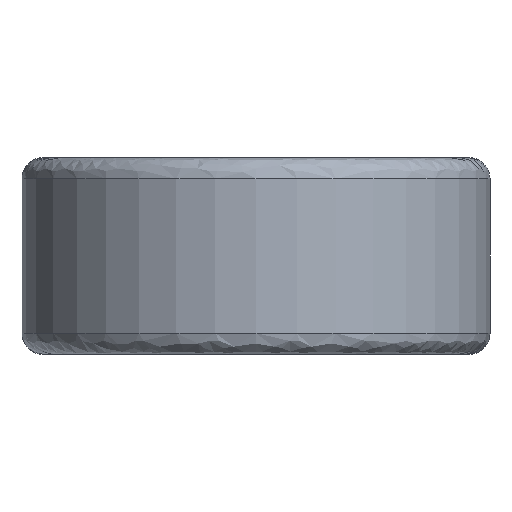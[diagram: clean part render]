
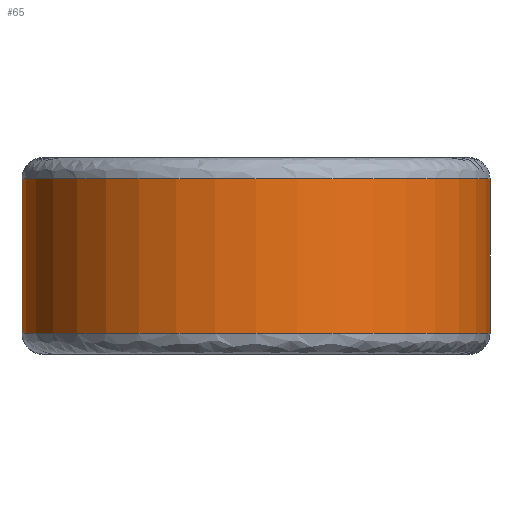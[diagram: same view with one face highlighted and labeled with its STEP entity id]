
A CAD part, front view. The second image highlights one B-rep face of the part: STEP entity #65.
In plain terms, the highlighted cylindrical face has radius 11 mm (diameter 22 mm), a partial arc.
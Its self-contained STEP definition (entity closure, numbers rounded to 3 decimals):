
#24 = EDGE_CURVE ( 'NONE', #293, #682, #136, .T. ) ;
#65 = ADVANCED_FACE ( 'NONE', ( #865 ), #851, .T. ) ;
#89 = VERTEX_POINT ( 'NONE', #324 ) ;
#113 = ORIENTED_EDGE ( 'NONE', *, *, #661, .T. ) ;
#136 = CIRCLE ( 'NONE', #412, 11. ) ;
#147 = ORIENTED_EDGE ( 'NONE', *, *, #277, .T. ) ;
#154 = ORIENTED_EDGE ( 'NONE', *, *, #803, .F. ) ;
#181 = VECTOR ( 'NONE', #767, 1000. ) ;
#249 = DIRECTION ( 'NONE',  ( 1., 0., 0. ) ) ;
#264 = DIRECTION ( 'NONE',  ( 1., 0., 0. ) ) ;
#277 = EDGE_CURVE ( 'NONE', #682, #89, #915, .T. ) ;
#293 = VERTEX_POINT ( 'NONE', #624 ) ;
#324 = CARTESIAN_POINT ( 'NONE',  ( 11., 0., -1. ) ) ;
#346 = CARTESIAN_POINT ( 'NONE',  ( -11., 0., -9.25 ) ) ;
#357 = VECTOR ( 'NONE', #840, 1000. ) ;
#401 = VERTEX_POINT ( 'NONE', #855 ) ;
#412 = AXIS2_PLACEMENT_3D ( 'NONE', #806, #862, #583 ) ;
#437 = CARTESIAN_POINT ( 'NONE',  ( 0., 0., -9.25 ) ) ;
#480 = CARTESIAN_POINT ( 'NONE',  ( 11., 0., -9.25 ) ) ;
#519 = AXIS2_PLACEMENT_3D ( 'NONE', #684, #596, #264 ) ;
#583 = DIRECTION ( 'NONE',  ( 1., 0., 0. ) ) ;
#596 = DIRECTION ( 'NONE',  ( 0., 0., -1. ) ) ;
#624 = CARTESIAN_POINT ( 'NONE',  ( -11., 0., -8.25 ) ) ;
#658 = DIRECTION ( 'NONE',  ( 0., 0., 1. ) ) ;
#661 = EDGE_CURVE ( 'NONE', #89, #401, #744, .T. ) ;
#668 = ORIENTED_EDGE ( 'NONE', *, *, #24, .T. ) ;
#682 = VERTEX_POINT ( 'NONE', #815 ) ;
#684 = CARTESIAN_POINT ( 'NONE',  ( 0., 0., -1. ) ) ;
#713 = EDGE_LOOP ( 'NONE', ( #154, #668, #147, #113 ) ) ;
#744 = CIRCLE ( 'NONE', #519, 11. ) ;
#755 = LINE ( 'NONE', #346, #181 ) ;
#767 = DIRECTION ( 'NONE',  ( 0., 0., 1. ) ) ;
#803 = EDGE_CURVE ( 'NONE', #293, #401, #755, .T. ) ;
#806 = CARTESIAN_POINT ( 'NONE',  ( 0., 0., -8.25 ) ) ;
#815 = CARTESIAN_POINT ( 'NONE',  ( 11., 0., -8.25 ) ) ;
#840 = DIRECTION ( 'NONE',  ( 0., 0., 1. ) ) ;
#851 = CYLINDRICAL_SURFACE ( 'NONE', #908, 11. ) ;
#855 = CARTESIAN_POINT ( 'NONE',  ( -11., 0., -1. ) ) ;
#862 = DIRECTION ( 'NONE',  ( 0., 0., 1. ) ) ;
#865 = FACE_OUTER_BOUND ( 'NONE', #713, .T. ) ;
#908 = AXIS2_PLACEMENT_3D ( 'NONE', #437, #658, #249 ) ;
#915 = LINE ( 'NONE', #480, #357 ) ;
